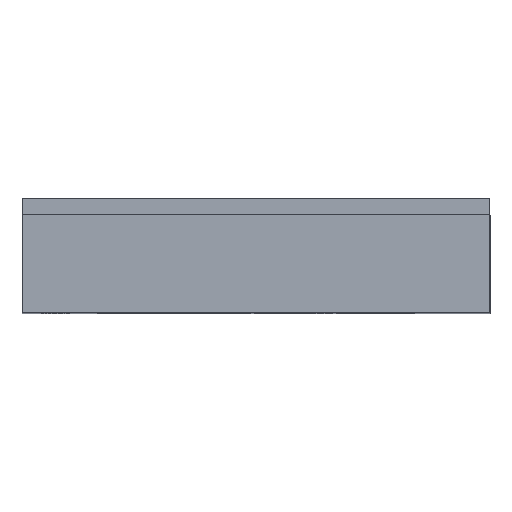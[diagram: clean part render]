
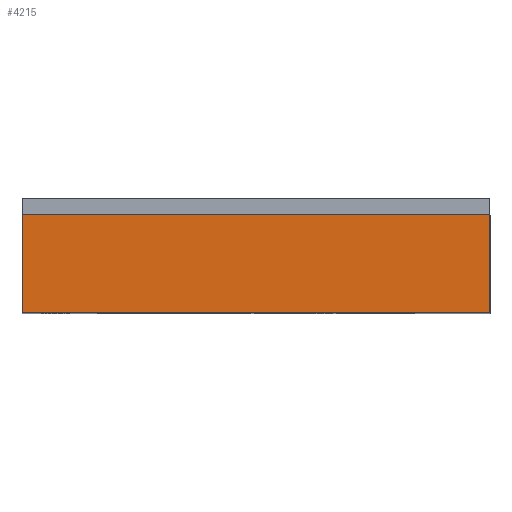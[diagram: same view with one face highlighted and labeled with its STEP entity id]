
A CAD part, top view. The second image highlights one B-rep face of the part: STEP entity #4215.
In plain terms, the highlighted face is planar.
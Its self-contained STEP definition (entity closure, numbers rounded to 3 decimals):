
#37 = ORIENTED_EDGE ( 'NONE', *, *, #2535, .F. ) ;
#270 = CARTESIAN_POINT ( 'NONE',  ( 1.5, 0.63, -1.5 ) ) ;
#283 = CARTESIAN_POINT ( 'NONE',  ( -1.5, 0.63, -1.5 ) ) ;
#327 = EDGE_CURVE ( 'NONE', #5609, #1161, #5264, .T. ) ;
#1161 = VERTEX_POINT ( 'NONE', #6838 ) ;
#1375 = VECTOR ( 'NONE', #2636, 1000. ) ;
#1396 = EDGE_CURVE ( 'NONE', #1161, #4656, #3069, .T. ) ;
#1403 = EDGE_CURVE ( 'NONE', #5609, #2799, #4499, .T. ) ;
#1410 = ORIENTED_EDGE ( 'NONE', *, *, #1403, .F. ) ;
#2213 = CARTESIAN_POINT ( 'NONE',  ( -1.5, 0.63, -1.5 ) ) ;
#2216 = DIRECTION ( 'NONE',  ( 1., 0., 0. ) ) ;
#2229 = DIRECTION ( 'NONE',  ( 0., 0., 1. ) ) ;
#2233 = CARTESIAN_POINT ( 'NONE',  ( -1.5, 0., -1.5 ) ) ;
#2235 = PLANE ( 'NONE',  #3828 ) ;
#2321 = CARTESIAN_POINT ( 'NONE',  ( -1.5, 0.63, -1.5 ) ) ;
#2420 = VECTOR ( 'NONE', #4511, 1000. ) ;
#2535 = EDGE_CURVE ( 'NONE', #2799, #4656, #4389, .T. ) ;
#2563 = ORIENTED_EDGE ( 'NONE', *, *, #327, .T. ) ;
#2636 = DIRECTION ( 'NONE',  ( -1., 0., 0. ) ) ;
#2799 = VERTEX_POINT ( 'NONE', #283 ) ;
#3069 = LINE ( 'NONE', #2233, #1375 ) ;
#3107 = DIRECTION ( 'NONE',  ( -1., 0., 0. ) ) ;
#3739 = EDGE_LOOP ( 'NONE', ( #6537, #37, #1410, #2563 ) ) ;
#3828 = AXIS2_PLACEMENT_3D ( 'NONE', #2321, #2229, #2216 ) ;
#3981 = CARTESIAN_POINT ( 'NONE',  ( 1.5, 0.63, -1.5 ) ) ;
#4065 = FACE_OUTER_BOUND ( 'NONE', #3739, .T. ) ;
#4102 = DIRECTION ( 'NONE',  ( 0., -1., 0. ) ) ;
#4215 = ADVANCED_FACE ( 'NONE', ( #4065 ), #2235, .F. ) ;
#4313 = VECTOR ( 'NONE', #3107, 1000. ) ;
#4389 = LINE ( 'NONE', #2213, #2420 ) ;
#4442 = CARTESIAN_POINT ( 'NONE',  ( -1.5, 0.63, -1.5 ) ) ;
#4499 = LINE ( 'NONE', #4442, #4313 ) ;
#4511 = DIRECTION ( 'NONE',  ( 0., -1., 0. ) ) ;
#4656 = VERTEX_POINT ( 'NONE', #6037 ) ;
#5174 = VECTOR ( 'NONE', #4102, 1000. ) ;
#5264 = LINE ( 'NONE', #3981, #5174 ) ;
#5609 = VERTEX_POINT ( 'NONE', #270 ) ;
#6037 = CARTESIAN_POINT ( 'NONE',  ( -1.5, 0., -1.5 ) ) ;
#6537 = ORIENTED_EDGE ( 'NONE', *, *, #1396, .T. ) ;
#6838 = CARTESIAN_POINT ( 'NONE',  ( 1.5, 0., -1.5 ) ) ;
